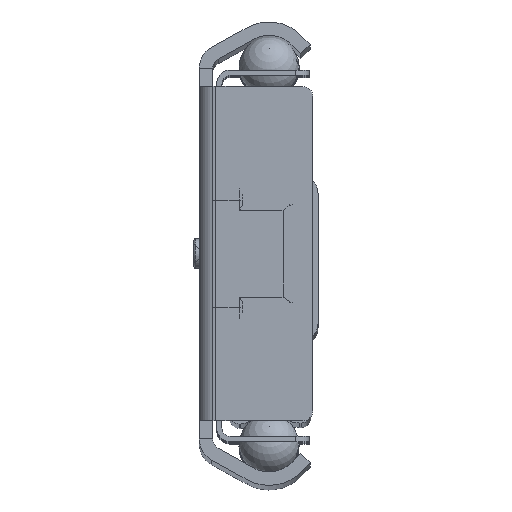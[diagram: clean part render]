
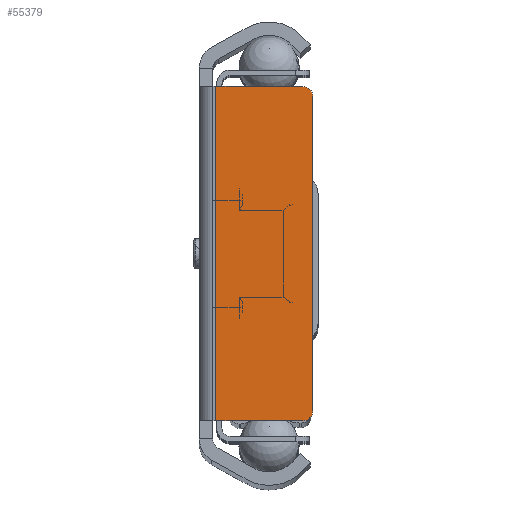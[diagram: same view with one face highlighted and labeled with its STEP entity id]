
A CAD part, top view. The second image highlights one B-rep face of the part: STEP entity #55379.
In plain terms, the highlighted planar face has unit normal (0, 0, 1).
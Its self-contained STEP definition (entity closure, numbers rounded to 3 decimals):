
#1298=PLANE('',#58641);
#4007=FACE_OUTER_BOUND('',#6845,.T.);
#6845=EDGE_LOOP('',(#37305,#37306,#37307,#37308,#37309,#37310));
#9921=LINE('',#83205,#14733);
#9927=LINE('',#83221,#14739);
#9948=LINE('',#83275,#14760);
#9949=LINE('',#83279,#14761);
#14733=VECTOR('',#65281,10.);
#14739=VECTOR('',#65297,10.);
#14760=VECTOR('',#65342,10.);
#14761=VECTOR('',#65349,1.38);
#19506=CIRCLE('',#58614,1.5);
#19509=CIRCLE('',#58620,1.5);
#22493=VERTEX_POINT('',#83192);
#22494=VERTEX_POINT('',#83193);
#22498=VERTEX_POINT('',#83203);
#22502=VERTEX_POINT('',#83215);
#22503=VERTEX_POINT('',#83219);
#22524=VERTEX_POINT('',#83274);
#28298=EDGE_CURVE('',#22493,#22494,#19506,.T.);
#28304=EDGE_CURVE('',#22498,#22493,#9921,.T.);
#28309=EDGE_CURVE('',#22502,#22498,#19509,.T.);
#28312=EDGE_CURVE('',#22503,#22502,#9927,.T.);
#28337=EDGE_CURVE('',#22503,#22524,#9948,.T.);
#28340=EDGE_CURVE('',#22494,#22524,#9949,.T.);
#37305=ORIENTED_EDGE('',*,*,#28298,.F.);
#37306=ORIENTED_EDGE('',*,*,#28304,.F.);
#37307=ORIENTED_EDGE('',*,*,#28309,.F.);
#37308=ORIENTED_EDGE('',*,*,#28312,.F.);
#37309=ORIENTED_EDGE('',*,*,#28337,.T.);
#37310=ORIENTED_EDGE('',*,*,#28340,.F.);
#55379=ADVANCED_FACE('',(#4007),#1298,.F.);
#58614=AXIS2_PLACEMENT_3D('',#83194,#65271,#65272);
#58620=AXIS2_PLACEMENT_3D('',#83216,#65291,#65292);
#58641=AXIS2_PLACEMENT_3D('',#83289,#65361,#65362);
#65271=DIRECTION('center_axis',(0.,0.,
-1.));
#65272=DIRECTION('ref_axis',(0.707,-0.707,0.));
#65281=DIRECTION('',(0.,-1.,0.));
#65291=DIRECTION('center_axis',(0.,0.,
-1.));
#65292=DIRECTION('ref_axis',(0.707,0.707,0.));
#65297=DIRECTION('',(1.,0.,0.));
#65342=DIRECTION('',(0.,-1.,0.));
#65349=DIRECTION('',(-1.,0.,0.));
#65361=DIRECTION('center_axis',(0.,0.,
-1.));
#65362=DIRECTION('ref_axis',(0.,1.,0.));
#83192=CARTESIAN_POINT('',(6.55,-23.5,400.));
#83193=CARTESIAN_POINT('',(5.05,-25.,400.));
#83194=CARTESIAN_POINT('Origin',(5.05,-23.5,400.));
#83203=CARTESIAN_POINT('',(6.55,23.5,400.));
#83205=CARTESIAN_POINT('',(6.55,25.,400.));
#83215=CARTESIAN_POINT('',(5.05,25.,400.));
#83216=CARTESIAN_POINT('Origin',(5.05,23.5,400.));
#83219=CARTESIAN_POINT('',(-7.95,25.,400.));
#83221=CARTESIAN_POINT('',(-7.95,25.,400.));
#83274=CARTESIAN_POINT('',(-7.95,-25.,400.));
#83275=CARTESIAN_POINT('',(-7.95,0.,400.));
#83279=CARTESIAN_POINT('',(-12.286,-25.,400.));
#83289=CARTESIAN_POINT('Origin',(-7.95,-25.,400.));
